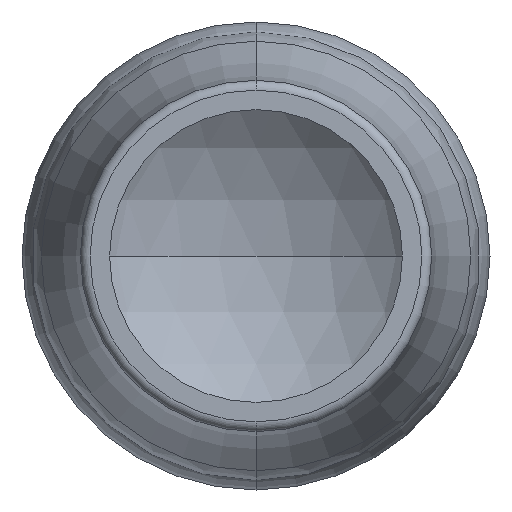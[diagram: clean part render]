
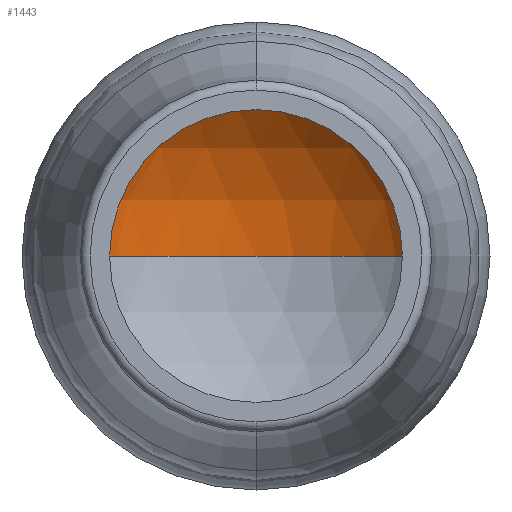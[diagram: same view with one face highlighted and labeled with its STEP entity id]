
A CAD part, front view. The second image highlights one B-rep face of the part: STEP entity #1443.
In plain terms, the highlighted spherical face has radius 11.9 mm.
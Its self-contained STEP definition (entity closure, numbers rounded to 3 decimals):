
#55 = CARTESIAN_POINT ( 'NONE',  ( 0., 96.325, 9.817 ) ) ;
#156 = EDGE_CURVE ( 'NONE', #892, #1324, #1133, .T. ) ;
#159 = ORIENTED_EDGE ( 'NONE', *, *, #156, .T. ) ;
#188 = DIRECTION ( 'NONE',  ( 0., 0., -1. ) ) ;
#195 = AXIS2_PLACEMENT_3D ( 'NONE', #684, #352, #523 ) ;
#201 = DIRECTION ( 'NONE',  ( 0., 0., -1. ) ) ;
#244 = SPHERICAL_SURFACE ( 'NONE', #975, 11.9 ) ;
#352 = DIRECTION ( 'NONE',  ( 0., 0., -1. ) ) ;
#434 = CIRCLE ( 'NONE', #845, 11.9 ) ;
#444 = CARTESIAN_POINT ( 'NONE',  ( -9.817, 96.325, 0. ) ) ;
#494 = CARTESIAN_POINT ( 'NONE',  ( 0., 96.325, 0. ) ) ;
#523 = DIRECTION ( 'NONE',  ( -1., 0., 0. ) ) ;
#598 = CIRCLE ( 'NONE', #1410, 9.817 ) ;
#668 = DIRECTION ( 'NONE',  ( 0., 0., 1. ) ) ;
#674 = VERTEX_POINT ( 'NONE', #1336 ) ;
#684 = CARTESIAN_POINT ( 'NONE',  ( 0., 89.6, 0. ) ) ;
#741 = ORIENTED_EDGE ( 'NONE', *, *, #1492, .T. ) ;
#751 = AXIS2_PLACEMENT_3D ( 'NONE', #1768, #1054, #1035 ) ;
#792 = DIRECTION ( 'NONE',  ( 0., -1., 0. ) ) ;
#845 = AXIS2_PLACEMENT_3D ( 'NONE', #1718, #668, #1279 ) ;
#892 = VERTEX_POINT ( 'NONE', #55 ) ;
#975 = AXIS2_PLACEMENT_3D ( 'NONE', #1835, #188, #1549 ) ;
#1021 = EDGE_CURVE ( 'NONE', #674, #1324, #434, .T. ) ;
#1035 = DIRECTION ( 'NONE',  ( 0., 0., -1. ) ) ;
#1043 = CARTESIAN_POINT ( 'NONE',  ( 9.817, 96.325, 0. ) ) ;
#1054 = DIRECTION ( 'NONE',  ( 0., -1., 0. ) ) ;
#1131 = ORIENTED_EDGE ( 'NONE', *, *, #1021, .F. ) ;
#1133 = CIRCLE ( 'NONE', #751, 9.817 ) ;
#1228 = VERTEX_POINT ( 'NONE', #1043 ) ;
#1279 = DIRECTION ( 'NONE',  ( 1., 0., 0. ) ) ;
#1324 = VERTEX_POINT ( 'NONE', #444 ) ;
#1336 = CARTESIAN_POINT ( 'NONE',  ( 0., 101.5, 0. ) ) ;
#1384 = ORIENTED_EDGE ( 'NONE', *, *, #1716, .T. ) ;
#1410 = AXIS2_PLACEMENT_3D ( 'NONE', #494, #792, #201 ) ;
#1443 = ADVANCED_FACE ( 'NONE', ( #1553 ), #244, .F. ) ;
#1492 = EDGE_CURVE ( 'NONE', #1228, #892, #598, .T. ) ;
#1549 = DIRECTION ( 'NONE',  ( -1., 0., 0. ) ) ;
#1553 = FACE_OUTER_BOUND ( 'NONE', #1952, .T. ) ;
#1681 = CIRCLE ( 'NONE', #195, 11.9 ) ;
#1716 = EDGE_CURVE ( 'NONE', #674, #1228, #1681, .T. ) ;
#1718 = CARTESIAN_POINT ( 'NONE',  ( 0., 89.6, 0. ) ) ;
#1768 = CARTESIAN_POINT ( 'NONE',  ( 0., 96.325, 0. ) ) ;
#1835 = CARTESIAN_POINT ( 'NONE',  ( 0., 89.6, 0. ) ) ;
#1952 = EDGE_LOOP ( 'NONE', ( #1131, #1384, #741, #159 ) ) ;
